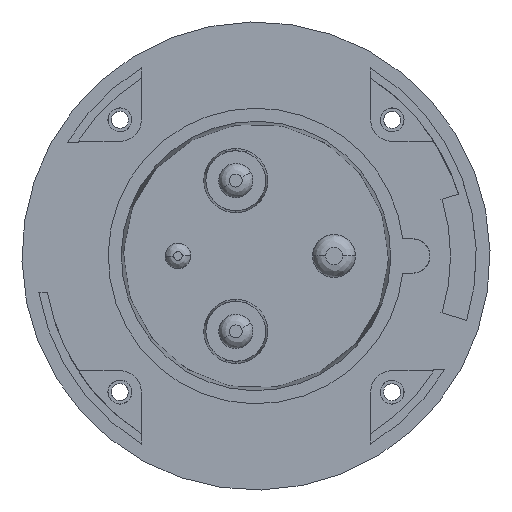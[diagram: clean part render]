
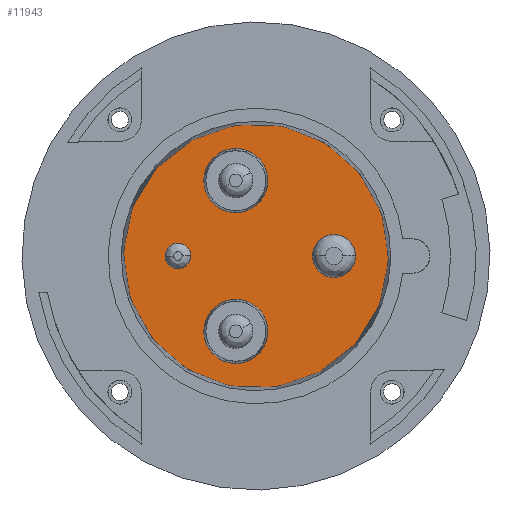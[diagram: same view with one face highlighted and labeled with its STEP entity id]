
A CAD part, front view. The second image highlights one B-rep face of the part: STEP entity #11943.
In plain terms, the highlighted planar face has unit normal (0, -1, 0).
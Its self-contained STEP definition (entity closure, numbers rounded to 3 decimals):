
#1842=CARTESIAN_POINT('',(0.,52.311,0.));
#1843=DIRECTION('',(0.,-1.,0.));
#1844=DIRECTION('',(-0.479,0.,0.878));
#1845=AXIS2_PLACEMENT_3D('',#1842,#1843,#1844);
#1851=CARTESIAN_POINT('',(0.,52.311,0.));
#1852=DIRECTION('',(0.,-1.,0.));
#1853=DIRECTION('',(0.479,0.,-0.878));
#1854=AXIS2_PLACEMENT_3D('',#1851,#1852,#1853);
#1860=CARTESIAN_POINT('',(-4.723,52.311,
-17.628));
#1861=DIRECTION('',(0.,1.,0.));
#1862=DIRECTION('',(0.,0.,1.));
#1863=AXIS2_PLACEMENT_3D('',#1860,#1861,#1862);
#1865=CARTESIAN_POINT('',(-4.723,52.311,
-17.628));
#1866=DIRECTION('',(0.,1.,0.));
#1867=DIRECTION('',(0.,0.,-1.));
#1868=AXIS2_PLACEMENT_3D('',#1865,#1866,#1867);
#1870=CARTESIAN_POINT('',(-4.723,52.311,17.628));
#1871=DIRECTION('',(0.,1.,0.));
#1872=DIRECTION('',(0.,0.,-1.));
#1873=AXIS2_PLACEMENT_3D('',#1870,#1871,#1872);
#1875=CARTESIAN_POINT('',(-4.723,52.311,17.628));
#1876=DIRECTION('',(0.,1.,0.));
#1877=DIRECTION('',(0.,0.,1.));
#1878=AXIS2_PLACEMENT_3D('',#1875,#1876,#1877);
#1880=CARTESIAN_POINT('',(18.25,52.311,0.));
#1881=DIRECTION('',(0.,-1.,0.));
#1882=DIRECTION('',(1.,0.,0.));
#1883=AXIS2_PLACEMENT_3D('',#1880,#1881,#1882);
#1885=CARTESIAN_POINT('',(18.25,52.311,0.));
#1886=DIRECTION('',(0.,-1.,0.));
#1887=DIRECTION('',(-1.,0.,0.));
#1888=AXIS2_PLACEMENT_3D('',#1885,#1886,#1887);
#1890=CARTESIAN_POINT('',(-18.25,52.311,0.));
#1891=DIRECTION('',(0.,-1.,0.));
#1892=DIRECTION('',(-0.998,0.,-0.064));
#1893=AXIS2_PLACEMENT_3D('',#1890,#1891,#1892);
#1895=CARTESIAN_POINT('',(-18.25,52.311,0.));
#1896=DIRECTION('',(0.,-1.,0.));
#1897=DIRECTION('',(0.998,0.,0.064));
#1898=AXIS2_PLACEMENT_3D('',#1895,#1896,#1897);
#8632=CARTESIAN_POINT('',(-14.824,52.311,27.135));
#8633=CARTESIAN_POINT('',(14.824,52.311,-27.135));
#8634=VERTEX_POINT('',#8632);
#8635=VERTEX_POINT('',#8633);
#9117=CARTESIAN_POINT('',(-4.723,52.311,
-10.128));
#9118=CARTESIAN_POINT('',(-4.723,52.311,
-25.128));
#9119=VERTEX_POINT('',#9117);
#9120=VERTEX_POINT('',#9118);
#9121=CARTESIAN_POINT('',(-4.723,52.311,10.128));
#9122=CARTESIAN_POINT('',(-4.723,52.311,25.128));
#9123=VERTEX_POINT('',#9121);
#9124=VERTEX_POINT('',#9122);
#9133=CARTESIAN_POINT('',(23.25,52.311,0.));
#9134=CARTESIAN_POINT('',(13.25,52.311,0.));
#9135=VERTEX_POINT('',#9133);
#9136=VERTEX_POINT('',#9134);
#9169=CARTESIAN_POINT('',(-21.244,52.311,
-0.191));
#9170=CARTESIAN_POINT('',(-15.256,52.311,
0.191));
#9171=VERTEX_POINT('',#9169);
#9172=VERTEX_POINT('',#9170);
#11910=CARTESIAN_POINT('',(0.,52.311,51.5));
#11911=DIRECTION('',(0.,-1.,0.));
#11912=DIRECTION('',(1.,0.,0.));
#11913=AXIS2_PLACEMENT_3D('',#11910,#11911,#11912);
#11914=PLANE('',#11913);
#11915=ORIENTED_EDGE('',*,*,#11889,.F.);
#11916=ORIENTED_EDGE('',*,*,#11903,.F.);
#11917=EDGE_LOOP('',(#11915,#11916));
#11918=FACE_OUTER_BOUND('',#11917,.F.);
#11920=ORIENTED_EDGE('',*,*,#11919,.F.);
#11922=ORIENTED_EDGE('',*,*,#11921,.F.);
#11923=EDGE_LOOP('',(#11920,#11922));
#11924=FACE_BOUND('',#11923,.F.);
#11926=ORIENTED_EDGE('',*,*,#11925,.F.);
#11928=ORIENTED_EDGE('',*,*,#11927,.F.);
#11929=EDGE_LOOP('',(#11926,#11928));
#11930=FACE_BOUND('',#11929,.F.);
#11932=ORIENTED_EDGE('',*,*,#11931,.T.);
#11934=ORIENTED_EDGE('',*,*,#11933,.T.);
#11935=EDGE_LOOP('',(#11932,#11934));
#11936=FACE_BOUND('',#11935,.F.);
#11938=ORIENTED_EDGE('',*,*,#11937,.T.);
#11940=ORIENTED_EDGE('',*,*,#11939,.T.);
#11941=EDGE_LOOP('',(#11938,#11940));
#11942=FACE_BOUND('',#11941,.F.);
#11943=ADVANCED_FACE('',(#11918,#11924,#11930,#11936,#11942),#11914,.T.);
#1846=CIRCLE('',#1845,30.92);
#1855=CIRCLE('',#1854,30.92);
#1864=CIRCLE('',#1863,7.5);
#1869=CIRCLE('',#1868,7.5);
#1874=CIRCLE('',#1873,7.5);
#1879=CIRCLE('',#1878,7.5);
#1884=CIRCLE('',#1883,5.);
#1889=CIRCLE('',#1888,5.);
#1894=CIRCLE('',#1893,3.);
#1899=CIRCLE('',#1898,3.);
#11889=EDGE_CURVE('',#8634,#8635,#1846,.T.);
#11903=EDGE_CURVE('',#8635,#8634,#1855,.T.);
#11919=EDGE_CURVE('',#9119,#9120,#1864,.T.);
#11921=EDGE_CURVE('',#9120,#9119,#1869,.T.);
#11925=EDGE_CURVE('',#9123,#9124,#1874,.T.);
#11927=EDGE_CURVE('',#9124,#9123,#1879,.T.);
#11931=EDGE_CURVE('',#9135,#9136,#1884,.T.);
#11933=EDGE_CURVE('',#9136,#9135,#1889,.T.);
#11937=EDGE_CURVE('',#9171,#9172,#1894,.T.);
#11939=EDGE_CURVE('',#9172,#9171,#1899,.T.);
